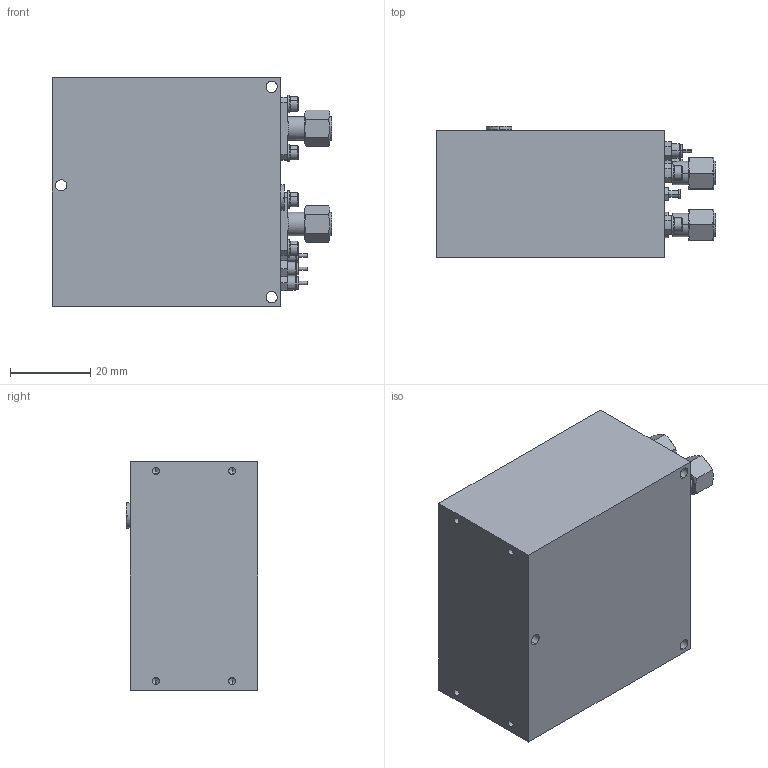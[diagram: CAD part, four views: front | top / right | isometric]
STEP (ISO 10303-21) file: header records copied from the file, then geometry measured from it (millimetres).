
FILE_DESCRIPTION (( 'STEP AP203' ), '1' );
FILE_NAME ('SOP-34310115-KM-1I.STEP', '2019-04-15T21:42:03', ( '' ), ( '' ), 'SwSTEP 2.0', 'SolidWorks 2016', '' );
FILE_SCHEMA (( 'CONFIG_CONTROL_DESIGN' ));
Length unit declared in the file: inch
Products named in the file (1): SOP-34310115-KM-1I
Bounding box: 69.95 x 32.77 x 57.15 mm (x, y, z)
Volume: 105303.9 mm3; surface area: 18812.4 mm2
Topology: 23 solids, 23 shells, 1017 faces, 2552 edges, 1632 vertices
Faces by surface type: cylinder 573, plane 264, cone 144, bspline 28, torus 8
Entity records: 45826 total; most frequent: CARTESIAN_POINT 23787, ORIENTED_EDGE 5080, DIRECTION 4103, EDGE_CURVE 2540, VERTEX_POINT 1632, AXIS2_PLACEMENT_3D 1539, EDGE_LOOP 1100, LINE 1025
